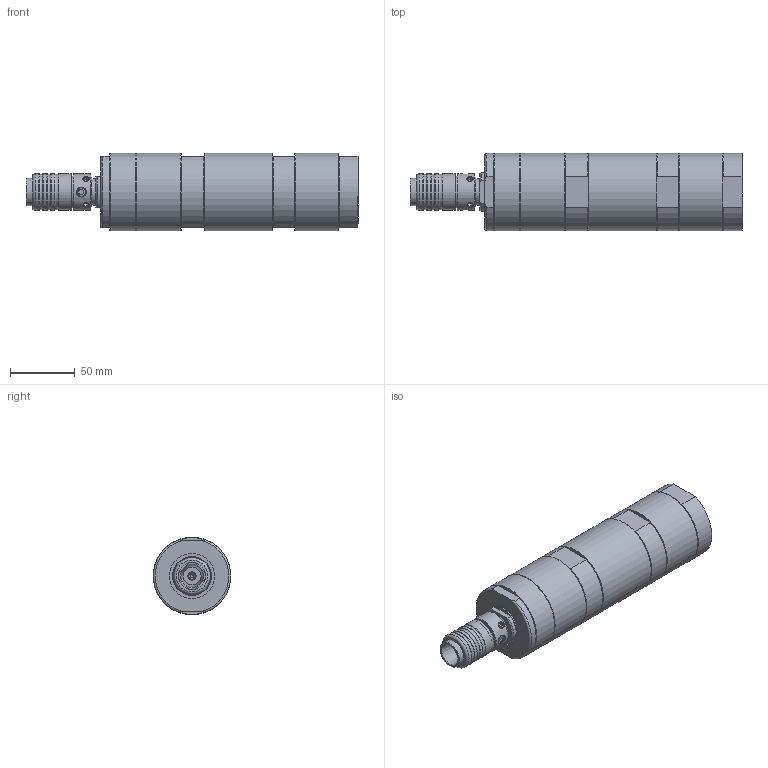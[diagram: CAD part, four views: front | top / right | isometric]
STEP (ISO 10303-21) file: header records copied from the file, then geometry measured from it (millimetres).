
FILE_DESCRIPTION(/* description */ ('EBM 120-18600 WS'),/* implementation_level */ '2;1');
FILE_NAME(/* name */ 'EBM 120-18600 WS_60038705.stp',/* time_stamp */ '2024-04-22T14:33:45+02:00',/* author */ ('DSteinicke'),/* organization */ (''),/* preprocessor_version */ 'ST-DEVELOPER v20',/* originating_system */ 'Autodesk Inventor 2024',/* authorisation */ '');
FILE_SCHEMA (('AUTOMOTIVE_DESIGN { 1 0 10303 214 3 1 1 }'));
Length unit declared in the file: millimetre
Products named in the file (1): 60038705
Bounding box: 257 x 60 x 60 mm (x, y, z)
Volume: 580752.6 mm3; surface area: 56964.6 mm2
Topology: 1 solids, 9 shells, 321 faces, 764 edges, 499 vertices
Faces by surface type: plane 169, cylinder 78, cone 52, bspline 13, torus 7, sphere 2
Full cylindrical faces by diameter (mm): 1.55 x2, 2.5 x1, 3.6 x1, 4 x2, 5 x5, 5.5 x1, 6.188 x1, 6.647 x2, 14 x2, 14.5 x1, 14.95 x1, 18.631 x1, 20.139 x1, 21 x1, 21.1 x1, 23 x1, 23.989 x1, 24.7 x2, 25 x1, 26.652 x1, 27.4 x1, 28.4 x4, 28.6 x1, 29.95 x1, 35 x1, 54.999 x3, 55.1 x1, 55.178 x1, 55.376 x1, 57 x1
Entity records: 11315 total; most frequent: CARTESIAN_POINT 3501, ORIENTED_EDGE 1524, DIRECTION 1516, EDGE_CURVE 762, AXIS2_PLACEMENT_3D 564, VERTEX_POINT 499, LINE 388, VECTOR 388
